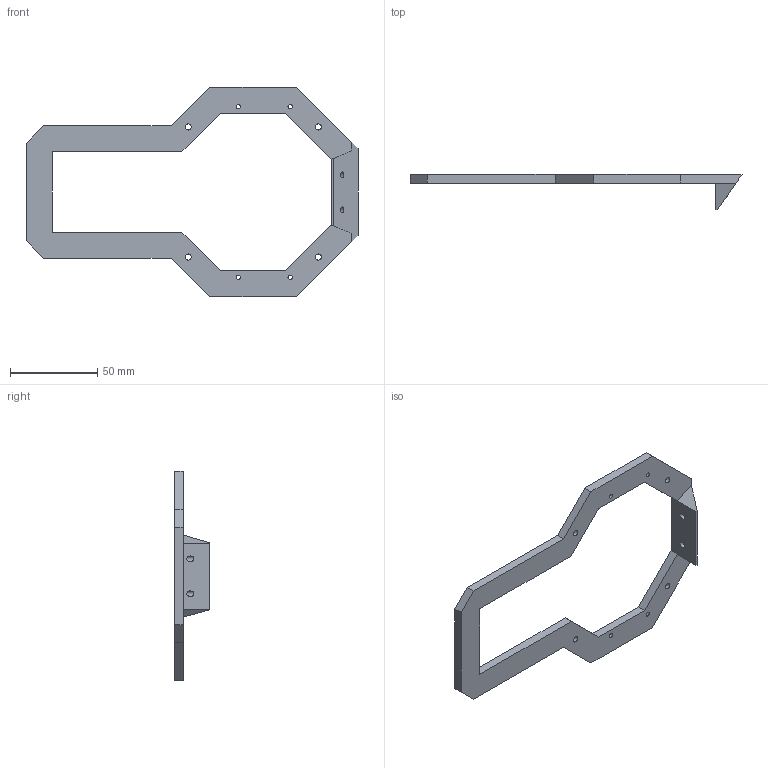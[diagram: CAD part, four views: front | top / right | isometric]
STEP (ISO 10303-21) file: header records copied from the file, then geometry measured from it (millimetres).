
FILE_DESCRIPTION(/* description */ (''),/* implementation_level */ '2;1');
FILE_NAME(/* name */ 'Manipulator_mounting_frame.stp',/* time_stamp */ '2023-01-20T14:49:36+01:00',/* author */ ('Christian'),/* organization */ (''),/* preprocessor_version */ 'ST-DEVELOPER v19',/* originating_system */ 'Autodesk Inventor 2023',/* authorisation */ '');
FILE_SCHEMA (('AUTOMOTIVE_DESIGN { 1 0 10303 214 3 1 1 }'));
Length unit declared in the file: millimetre
Products named in the file (1): RobotArmFrame
Bounding box: 189.91 x 20 x 120 mm (x, y, z)
Volume: 39800.7 mm3; surface area: 20995 mm2
Topology: 1 solids, 1 shells, 38 faces, 110 edges, 73 vertices
Faces by surface type: plane 28, cylinder 10
Full cylindrical faces by diameter (mm): 2.5 x4, 3.3 x2, 3.5 x4
Entity records: 1333 total; most frequent: CARTESIAN_POINT 222, ORIENTED_EDGE 220, DIRECTION 208, EDGE_CURVE 110, LINE 90, VECTOR 90, VERTEX_POINT 73, EDGE_LOOP 59
